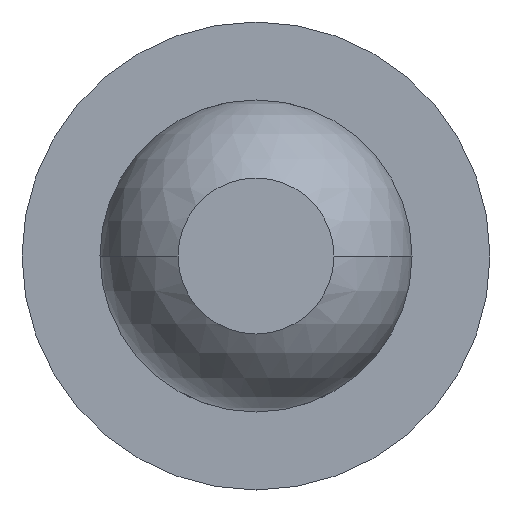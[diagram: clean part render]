
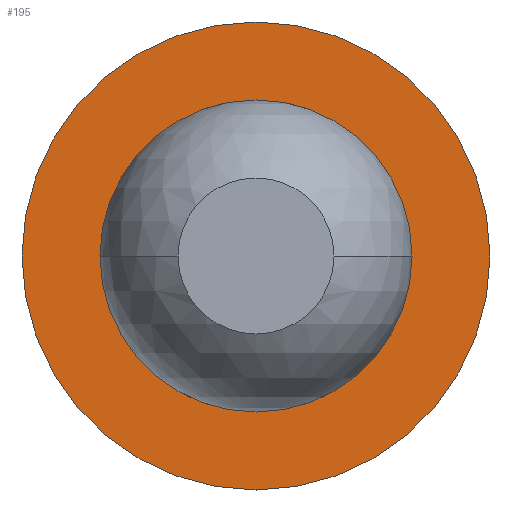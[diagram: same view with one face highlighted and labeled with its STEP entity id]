
A CAD part, front view. The second image highlights one B-rep face of the part: STEP entity #195.
In plain terms, the highlighted planar face has unit normal (0, -1, 0).
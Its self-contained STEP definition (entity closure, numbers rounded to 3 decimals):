
#35 = FACE_OUTER_BOUND ( 'NONE', #2239, .T. ) ;
#65 = CARTESIAN_POINT ( 'NONE',  ( 0., 5.3, 0. ) ) ;
#69 = CARTESIAN_POINT ( 'NONE',  ( 0., 5.3, 0. ) ) ;
#90 = DIRECTION ( 'NONE',  ( 0., 0., 1. ) ) ;
#195 = ADVANCED_FACE ( 'Defeature ausgef�hrt4_6', ( #224, #35 ), #2267, .T. ) ;
#224 = FACE_BOUND ( 'NONE', #2273, .T. ) ;
#427 = DIRECTION ( 'NONE',  ( 0., 1., 0. ) ) ;
#508 = DIRECTION ( 'NONE',  ( 0., -1., 0. ) ) ;
#532 = CARTESIAN_POINT ( 'NONE',  ( 0., 5.3, 0.25 ) ) ;
#580 = EDGE_CURVE ( 'Defeature ausgef�hrt4_7+Defeature ausgef�hrt4_6+Defeature ausgef�hrt4_6+Defeature ausgef�hrt4_6', #3591, #2903, #2649, .T. ) ;
#599 = CIRCLE ( 'NONE', #3868, 0.25 ) ;
#622 = DIRECTION ( 'NONE',  ( 0., 0., 1. ) ) ;
#632 = DIRECTION ( 'NONE',  ( 0., 0., 1. ) ) ;
#762 = ORIENTED_EDGE ( 'NONE', *, *, #1433, .T. ) ;
#764 = CARTESIAN_POINT ( 'NONE',  ( 0., 5.3, 0. ) ) ;
#792 = VERTEX_POINT ( 'NONE', #532 ) ;
#840 = VERTEX_POINT ( 'NONE', #3020 ) ;
#942 = ORIENTED_EDGE ( 'NONE', *, *, #1961, .F. ) ;
#1207 = CARTESIAN_POINT ( 'NONE',  ( 0., 5.3, -0.75 ) ) ;
#1379 = AXIS2_PLACEMENT_3D ( 'NONE', #3207, #508, #3829 ) ;
#1433 = EDGE_CURVE ( 'Defeature ausgef�hrt4_6+Defeature ausgef�hrt4_4+Defeature ausgef�hrt4_4+Defeature ausgef�hrt4_4', #840, #792, #1905, .T. ) ;
#1643 = DIRECTION ( 'NONE',  ( 0., 1., 0. ) ) ;
#1822 = DIRECTION ( 'NONE',  ( 0., 1., 0. ) ) ;
#1905 = CIRCLE ( 'NONE', #2727, 0.25 ) ;
#1961 = EDGE_CURVE ( 'Defeature ausgef�hrt4_7+Defeature ausgef�hrt4_6+Defeature ausgef�hrt4_6+Defeature ausgef�hrt4_6', #2903, #3591, #3189, .T. ) ;
#2239 = EDGE_LOOP ( 'NONE', ( #3482, #942 ) ) ;
#2255 = AXIS2_PLACEMENT_3D ( 'NONE', #764, #1643, #3142 ) ;
#2267 = PLANE ( 'NONE',  #1379 ) ;
#2273 = EDGE_LOOP ( 'NONE', ( #2816, #762 ) ) ;
#2381 = AXIS2_PLACEMENT_3D ( 'NONE', #69, #427, #90 ) ;
#2608 = CARTESIAN_POINT ( 'NONE',  ( 0., 5.3, 0.75 ) ) ;
#2649 = CIRCLE ( 'NONE', #2381, 0.75 ) ;
#2727 = AXIS2_PLACEMENT_3D ( 'NONE', #65, #1822, #622 ) ;
#2743 = DIRECTION ( 'NONE',  ( 0., 1., 0. ) ) ;
#2816 = ORIENTED_EDGE ( 'NONE', *, *, #2838, .T. ) ;
#2838 = EDGE_CURVE ( 'Defeature ausgef�hrt4_6+Defeature ausgef�hrt4_4+Defeature ausgef�hrt4_4+Defeature ausgef�hrt4_4', #792, #840, #599, .T. ) ;
#2903 = VERTEX_POINT ( 'NONE', #1207 ) ;
#3020 = CARTESIAN_POINT ( 'NONE',  ( 0., 5.3, -0.25 ) ) ;
#3142 = DIRECTION ( 'NONE',  ( 0., 0., 1. ) ) ;
#3189 = CIRCLE ( 'NONE', #2255, 0.75 ) ;
#3207 = CARTESIAN_POINT ( 'NONE',  ( -0.75, 5.3, 0. ) ) ;
#3482 = ORIENTED_EDGE ( 'NONE', *, *, #580, .F. ) ;
#3591 = VERTEX_POINT ( 'NONE', #2608 ) ;
#3625 = CARTESIAN_POINT ( 'NONE',  ( 0., 5.3, 0. ) ) ;
#3829 = DIRECTION ( 'NONE',  ( 0., 0., -1. ) ) ;
#3868 = AXIS2_PLACEMENT_3D ( 'NONE', #3625, #2743, #632 ) ;
